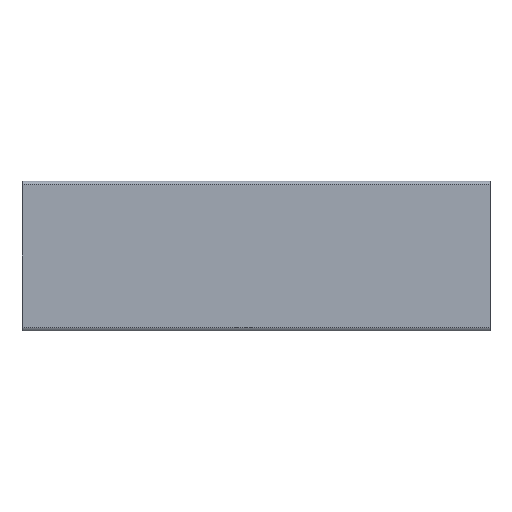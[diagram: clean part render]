
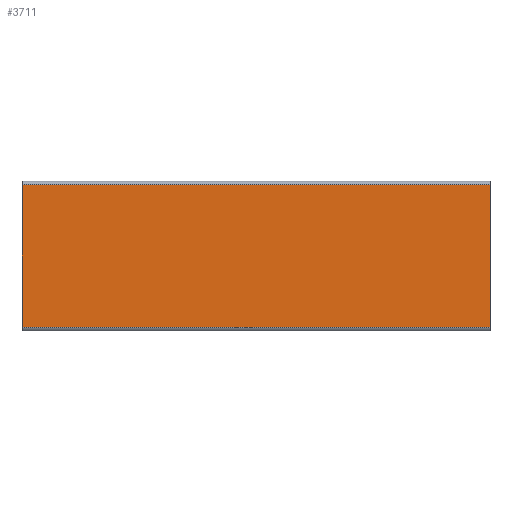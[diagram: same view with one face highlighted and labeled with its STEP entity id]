
A CAD part, front view. The second image highlights one B-rep face of the part: STEP entity #3711.
In plain terms, the highlighted planar face has unit normal (0, -1, 0).
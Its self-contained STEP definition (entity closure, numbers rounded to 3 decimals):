
#146 = ORIENTED_EDGE ( 'NONE', *, *, #9534, .F. ) ;
#529 = EDGE_LOOP ( 'NONE', ( #3794, #11863, #146, #3114 ) ) ;
#576 = DIRECTION ( 'NONE',  ( 0., 0., 1. ) ) ;
#1502 = VERTEX_POINT ( 'NONE', #16105 ) ;
#1505 = EDGE_CURVE ( 'NONE', #6486, #1502, #3464, .T. ) ;
#2199 = CARTESIAN_POINT ( 'NONE',  ( 2000., -40., -676. ) ) ;
#3114 = ORIENTED_EDGE ( 'NONE', *, *, #9547, .T. ) ;
#3298 = LINE ( 'NONE', #14480, #16171 ) ;
#3392 = DIRECTION ( 'NONE',  ( 0., 0., 1. ) ) ;
#3464 = LINE ( 'NONE', #3660, #10687 ) ;
#3660 = CARTESIAN_POINT ( 'NONE',  ( 2000., -40., -676. ) ) ;
#3711 = ADVANCED_FACE ( 'NONE', ( #4819 ), #11402, .F. ) ;
#3794 = ORIENTED_EDGE ( 'NONE', *, *, #1505, .T. ) ;
#4819 = FACE_OUTER_BOUND ( 'NONE', #529, .T. ) ;
#4834 = DIRECTION ( 'NONE',  ( 1., 0., 0. ) ) ;
#5511 = VECTOR ( 'NONE', #4834, 1000. ) ;
#6066 = CARTESIAN_POINT ( 'NONE',  ( 1500., -40., -676. ) ) ;
#6486 = VERTEX_POINT ( 'NONE', #2199 ) ;
#6699 = AXIS2_PLACEMENT_3D ( 'NONE', #6066, #7437, #576 ) ;
#7437 = DIRECTION ( 'NONE',  ( 0., 1., 0. ) ) ;
#7455 = CARTESIAN_POINT ( 'NONE',  ( 1500., -40., -676. ) ) ;
#9534 = EDGE_CURVE ( 'NONE', #10854, #17801, #3298, .T. ) ;
#9547 = EDGE_CURVE ( 'NONE', #10854, #6486, #17289, .T. ) ;
#10279 = EDGE_CURVE ( 'NONE', #17801, #1502, #17392, .T. ) ;
#10687 = VECTOR ( 'NONE', #17198, 1000. ) ;
#10854 = VERTEX_POINT ( 'NONE', #13379 ) ;
#11402 = PLANE ( 'NONE',  #6699 ) ;
#11863 = ORIENTED_EDGE ( 'NONE', *, *, #10279, .F. ) ;
#11900 = CARTESIAN_POINT ( 'NONE',  ( 1500., -40., -524. ) ) ;
#11990 = VECTOR ( 'NONE', #15662, 1000. ) ;
#12859 = CARTESIAN_POINT ( 'NONE',  ( 1500., -40., -524. ) ) ;
#13379 = CARTESIAN_POINT ( 'NONE',  ( 1500., -40., -676. ) ) ;
#14480 = CARTESIAN_POINT ( 'NONE',  ( 1500., -40., -676. ) ) ;
#15662 = DIRECTION ( 'NONE',  ( 1., 0., 0. ) ) ;
#16105 = CARTESIAN_POINT ( 'NONE',  ( 2000., -40., -524. ) ) ;
#16171 = VECTOR ( 'NONE', #3392, 1000. ) ;
#17198 = DIRECTION ( 'NONE',  ( 0., 0., 1. ) ) ;
#17289 = LINE ( 'NONE', #7455, #5511 ) ;
#17392 = LINE ( 'NONE', #12859, #11990 ) ;
#17801 = VERTEX_POINT ( 'NONE', #11900 ) ;
